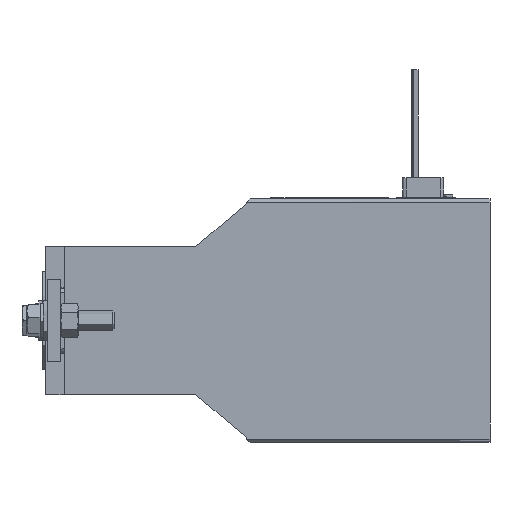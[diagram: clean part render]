
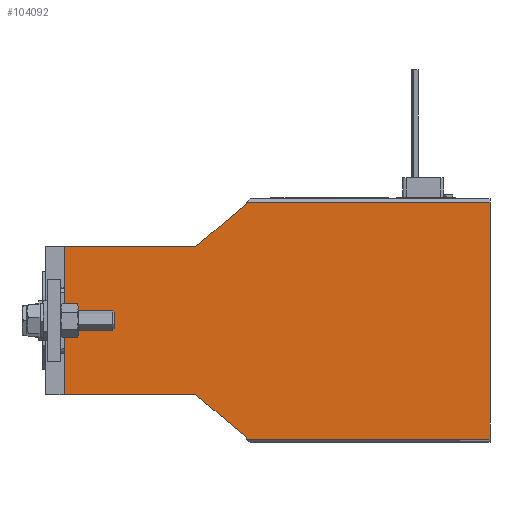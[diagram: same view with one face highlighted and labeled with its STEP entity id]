
A CAD part, left-side view. The second image highlights one B-rep face of the part: STEP entity #104092.
In plain terms, the highlighted planar face has unit normal (-1, 0, 0).
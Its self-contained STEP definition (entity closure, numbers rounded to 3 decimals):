
#611 = ORIENTED_EDGE ( 'NONE', *, *, #20870, .F. ) ;
#1949 = LINE ( 'NONE', #48014, #79008 ) ;
#2435 = LINE ( 'NONE', #137193, #186136 ) ;
#2733 = CIRCLE ( 'NONE', #90701, 2.133 ) ;
#4004 = DIRECTION ( 'NONE',  ( 0., 0., 1. ) ) ;
#4996 = CARTESIAN_POINT ( 'NONE',  ( -131., 148., 71. ) ) ;
#7188 = DIRECTION ( 'NONE',  ( 0., 0., 1. ) ) ;
#10084 = DIRECTION ( 'NONE',  ( -1., 0., 0. ) ) ;
#18028 = EDGE_CURVE ( 'NONE', #153035, #165539, #173572, .T. ) ;
#18306 = CARTESIAN_POINT ( 'NONE',  ( -131., 178.986, 45. ) ) ;
#20870 = EDGE_CURVE ( 'NONE', #112342, #178971, #2733, .T. ) ;
#21411 = EDGE_CURVE ( 'NONE', #59173, #158252, #75082, .T. ) ;
#21620 = VERTEX_POINT ( 'NONE', #142529 ) ;
#21723 = CARTESIAN_POINT ( 'NONE',  ( -131., 0., -72. ) ) ;
#23812 = VECTOR ( 'NONE', #62566, 1000. ) ;
#24280 = CARTESIAN_POINT ( 'NONE',  ( -131., 145.867, -71.867 ) ) ;
#26768 = EDGE_CURVE ( 'NONE', #178971, #155164, #2435, .T. ) ;
#27447 = VECTOR ( 'NONE', #173561, 1000. ) ;
#30453 = DIRECTION ( 'NONE',  ( 0., -1., 0. ) ) ;
#34210 = ORIENTED_EDGE ( 'NONE', *, *, #75721, .T. ) ;
#36763 = VECTOR ( 'NONE', #152719, 1000. ) ;
#38861 = DIRECTION ( 'NONE',  ( 0., 0., -1. ) ) ;
#39457 = EDGE_CURVE ( 'NONE', #158252, #76220, #185960, .T. ) ;
#41233 = EDGE_CURVE ( 'NONE', #112342, #176651, #131855, .T. ) ;
#44044 = LINE ( 'NONE', #159778, #155128 ) ;
#48014 = CARTESIAN_POINT ( 'NONE',  ( -131., 148., -71. ) ) ;
#49773 = DIRECTION ( 'NONE',  ( 0., -1., 0. ) ) ;
#53897 = CARTESIAN_POINT ( 'NONE',  ( -131., 145.867, 71.867 ) ) ;
#56804 = CARTESIAN_POINT ( 'NONE',  ( -131., 147.996, -72. ) ) ;
#57084 = CARTESIAN_POINT ( 'NONE',  ( -131., 148., -71.867 ) ) ;
#59173 = VERTEX_POINT ( 'NONE', #18306 ) ;
#59293 = CARTESIAN_POINT ( 'NONE',  ( -131., 147.996, 72. ) ) ;
#62566 = DIRECTION ( 'NONE',  ( 0., 0., -1. ) ) ;
#64046 = ORIENTED_EDGE ( 'NONE', *, *, #167859, .F. ) ;
#66175 = CARTESIAN_POINT ( 'NONE',  ( -131., 259., 45. ) ) ;
#66943 = ORIENTED_EDGE ( 'NONE', *, *, #108685, .F. ) ;
#68358 = DIRECTION ( 'NONE',  ( 0., 0., 1. ) ) ;
#70324 = VECTOR ( 'NONE', #4004, 1000. ) ;
#70419 = LINE ( 'NONE', #159072, #27447 ) ;
#71493 = LINE ( 'NONE', #102470, #109966 ) ;
#72335 = CARTESIAN_POINT ( 'NONE',  ( -131., 169., 72. ) ) ;
#72348 = VERTEX_POINT ( 'NONE', #133299 ) ;
#75082 = LINE ( 'NONE', #108794, #36763 ) ;
#75721 = EDGE_CURVE ( 'NONE', #96193, #72348, #139456, .T. ) ;
#75731 = CIRCLE ( 'NONE', #181988, 2.133 ) ;
#76220 = VERTEX_POINT ( 'NONE', #107222 ) ;
#79008 = VECTOR ( 'NONE', #90259, 1000. ) ;
#90259 = DIRECTION ( 'NONE',  ( 0., 0.766, 0.643 ) ) ;
#90701 = AXIS2_PLACEMENT_3D ( 'NONE', #24280, #125514, #38861 ) ;
#93211 = EDGE_CURVE ( 'NONE', #155164, #21620, #1949, .T. ) ;
#96193 = VERTEX_POINT ( 'NONE', #66175 ) ;
#96818 = CARTESIAN_POINT ( 'NONE',  ( -131., 145.867, 71.867 ) ) ;
#98710 = EDGE_CURVE ( 'NONE', #21620, #72348, #70419, .T. ) ;
#102470 = CARTESIAN_POINT ( 'NONE',  ( -131., 270., 45. ) ) ;
#104092 = ADVANCED_FACE ( 'NONE', ( #129716 ), #183681, .T. ) ;
#107222 = CARTESIAN_POINT ( 'NONE',  ( -131., 148., 71.867 ) ) ;
#108685 = EDGE_CURVE ( 'NONE', #76220, #153035, #75731, .T. ) ;
#108794 = CARTESIAN_POINT ( 'NONE',  ( -131., 148., 71. ) ) ;
#109966 = VECTOR ( 'NONE', #30453, 1000. ) ;
#111371 = DIRECTION ( 'NONE',  ( 0., 0., 1. ) ) ;
#112164 = ORIENTED_EDGE ( 'NONE', *, *, #93211, .F. ) ;
#112342 = VERTEX_POINT ( 'NONE', #56804 ) ;
#119149 = AXIS2_PLACEMENT_3D ( 'NONE', #96818, #10084, #111371 ) ;
#120063 = ORIENTED_EDGE ( 'NONE', *, *, #39457, .F. ) ;
#123990 = EDGE_CURVE ( 'NONE', #165539, #176651, #44044, .T. ) ;
#125514 = DIRECTION ( 'NONE',  ( 1., 0., 0. ) ) ;
#125894 = ORIENTED_EDGE ( 'NONE', *, *, #21411, .F. ) ;
#127304 = VECTOR ( 'NONE', #130311, 1000. ) ;
#128485 = ORIENTED_EDGE ( 'NONE', *, *, #18028, .F. ) ;
#129716 = FACE_OUTER_BOUND ( 'NONE', #133153, .T. ) ;
#130311 = DIRECTION ( 'NONE',  ( 0., -1., 0. ) ) ;
#131855 = LINE ( 'NONE', #188011, #127304 ) ;
#133153 = EDGE_LOOP ( 'NONE', ( #150493, #149513, #128485, #66943, #120063, #125894, #64046, #34210, #149181, #112164, #184181, #611 ) ) ;
#133299 = CARTESIAN_POINT ( 'NONE',  ( -131., 259., -45. ) ) ;
#134007 = CARTESIAN_POINT ( 'NONE',  ( -131., 148., 71.867 ) ) ;
#134764 = CARTESIAN_POINT ( 'NONE',  ( -131., 259., 71.867 ) ) ;
#135029 = VECTOR ( 'NONE', #49773, 1000. ) ;
#137193 = CARTESIAN_POINT ( 'NONE',  ( -131., 148., -71.867 ) ) ;
#139456 = LINE ( 'NONE', #134764, #23812 ) ;
#142529 = CARTESIAN_POINT ( 'NONE',  ( -131., 178.986, -45. ) ) ;
#149181 = ORIENTED_EDGE ( 'NONE', *, *, #98710, .F. ) ;
#149513 = ORIENTED_EDGE ( 'NONE', *, *, #123990, .F. ) ;
#150493 = ORIENTED_EDGE ( 'NONE', *, *, #41233, .T. ) ;
#152719 = DIRECTION ( 'NONE',  ( 0., -0.766, 0.643 ) ) ;
#153035 = VERTEX_POINT ( 'NONE', #59293 ) ;
#155128 = VECTOR ( 'NONE', #164758, 1000. ) ;
#155164 = VERTEX_POINT ( 'NONE', #155464 ) ;
#155268 = DIRECTION ( 'NONE',  ( 1., 0., 0. ) ) ;
#155464 = CARTESIAN_POINT ( 'NONE',  ( -131., 148., -71. ) ) ;
#158252 = VERTEX_POINT ( 'NONE', #4996 ) ;
#159072 = CARTESIAN_POINT ( 'NONE',  ( -131., 270., -45. ) ) ;
#159778 = CARTESIAN_POINT ( 'NONE',  ( -131., 0., 74. ) ) ;
#164758 = DIRECTION ( 'NONE',  ( 0., 0., -1. ) ) ;
#165539 = VERTEX_POINT ( 'NONE', #168638 ) ;
#167859 = EDGE_CURVE ( 'NONE', #96193, #59173, #71493, .T. ) ;
#168638 = CARTESIAN_POINT ( 'NONE',  ( -131., 0., 72. ) ) ;
#173561 = DIRECTION ( 'NONE',  ( 0., 1., 0. ) ) ;
#173572 = LINE ( 'NONE', #72335, #135029 ) ;
#176651 = VERTEX_POINT ( 'NONE', #21723 ) ;
#178971 = VERTEX_POINT ( 'NONE', #57084 ) ;
#181988 = AXIS2_PLACEMENT_3D ( 'NONE', #53897, #155268, #68358 ) ;
#183681 = PLANE ( 'NONE',  #119149 ) ;
#184181 = ORIENTED_EDGE ( 'NONE', *, *, #26768, .F. ) ;
#185960 = LINE ( 'NONE', #134007, #70324 ) ;
#186136 = VECTOR ( 'NONE', #7188, 1000. ) ;
#188011 = CARTESIAN_POINT ( 'NONE',  ( -131., 169., -72. ) ) ;
